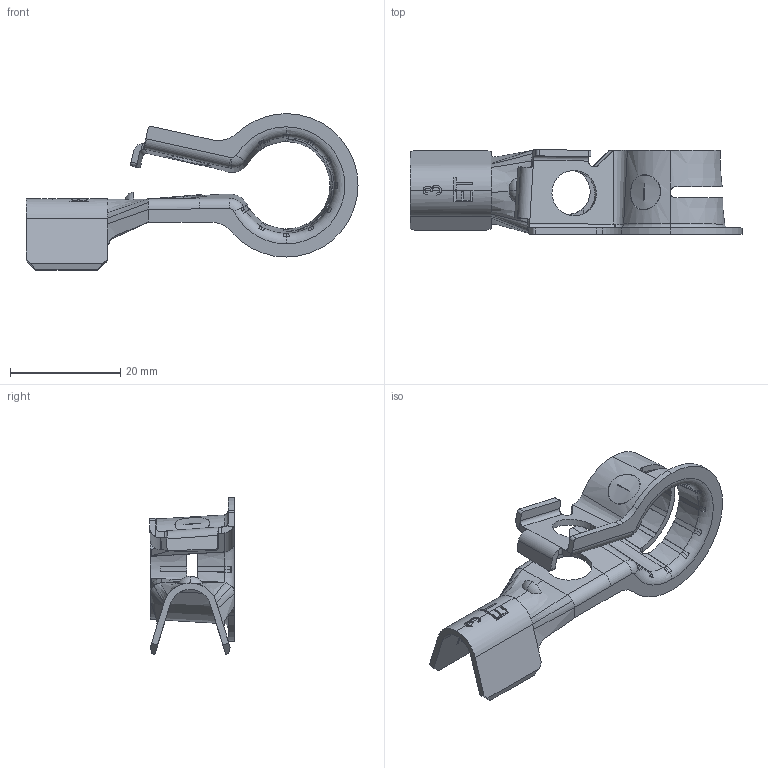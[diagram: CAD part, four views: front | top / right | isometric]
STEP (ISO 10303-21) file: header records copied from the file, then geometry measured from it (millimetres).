
FILE_DESCRIPTION (( 'STEP AP203' ), '1' );
FILE_NAME ('82317.STEP', '2015-02-24T14:55:58', ( '' ), ( '' ), 'SwSTEP 2.0', 'SolidWorks 2014', '' );
FILE_SCHEMA (( 'CONFIG_CONTROL_DESIGN' ));
Length unit declared in the file: inch
Products named in the file (1): 82317
Bounding box: 60.26 x 15.37 x 28.45 mm (x, y, z)
Volume: 2238.8 mm3; surface area: 4539 mm2
Topology: 1 solids, 1 shells, 390 faces, 1069 edges, 676 vertices
Faces by surface type: plane 174, cone 69, cylinder 66, bspline 45, torus 36
Entity records: 14527 total; most frequent: CARTESIAN_POINT 4813, ORIENTED_EDGE 2136, DIRECTION 1926, EDGE_CURVE 1068, AXIS2_PLACEMENT_3D 682, VERTEX_POINT 676, VECTOR 562, LINE 562
